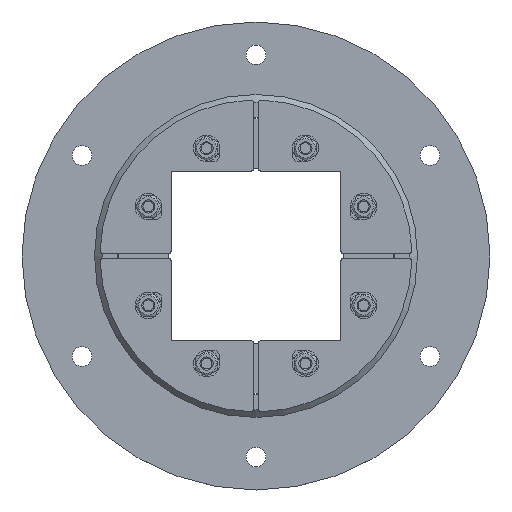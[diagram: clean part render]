
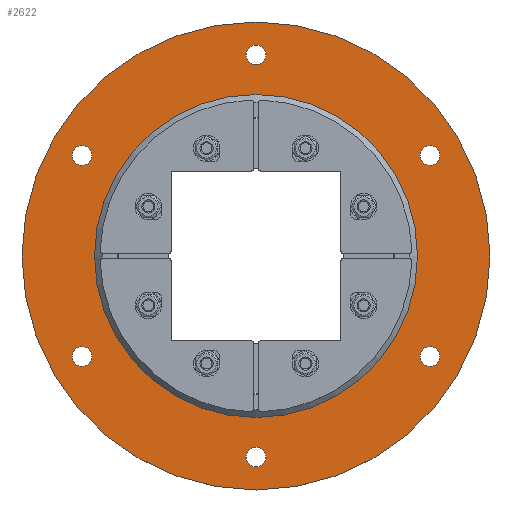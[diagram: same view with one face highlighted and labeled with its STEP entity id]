
A CAD part, top view. The second image highlights one B-rep face of the part: STEP entity #2622.
In plain terms, the highlighted planar face has unit normal (0, 0, 1).
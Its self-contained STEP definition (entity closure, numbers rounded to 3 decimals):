
#2514=CARTESIAN_POINT('',(73.5,0.,-6.));
#2515=VERTEX_POINT('',#2514);
#2516=CARTESIAN_POINT('',(0.0,0.0,-6.));
#2517=DIRECTION('',(0.0,0.0,1.0));
#2518=DIRECTION('',(-1.0,0.0,0.0));
#2519=AXIS2_PLACEMENT_3D('',#2516,#2517,#2518);
#2520=CIRCLE('',#2519,73.5);
#2521=EDGE_CURVE('',#2515,#2515,#2520,.T.);
#2537=CARTESIAN_POINT('',(0.,0.,-6.));
#2538=DIRECTION('',(0.0,0.0,1.0));
#2539=DIRECTION('',(1.0,0.0,0.0));
#2540=AXIS2_PLACEMENT_3D('',#2537,#2538,#2539);
#2541=PLANE('',#2540);
#2542=CARTESIAN_POINT('',(106.5,0.,-6.));
#2543=VERTEX_POINT('',#2542);
#2544=CARTESIAN_POINT('',(0.0,0.0,-6.));
#2545=DIRECTION('',(0.0,0.0,1.0));
#2546=DIRECTION('',(-1.0,0.0,0.0));
#2547=AXIS2_PLACEMENT_3D('',#2544,#2545,#2546);
#2548=CIRCLE('',#2547,106.5);
#2549=EDGE_CURVE('',#2543,#2543,#2548,.T.);
#2550=ORIENTED_EDGE('',*,*,#2549,.T.);
#2551=EDGE_LOOP('',(#2550));
#2552=FACE_OUTER_BOUND('',#2551,.T.);
#2553=CARTESIAN_POINT('',(4.5,91.5,-6.));
#2554=VERTEX_POINT('',#2553);
#2555=CARTESIAN_POINT('',(0.0,91.5,-6.));
#2556=DIRECTION('',(0.0,0.0,-1.0));
#2557=DIRECTION('',(1.0,0.0,0.0));
#2558=AXIS2_PLACEMENT_3D('',#2555,#2556,#2557);
#2559=CIRCLE('',#2558,4.5);
#2560=EDGE_CURVE('',#2554,#2554,#2559,.T.);
#2561=ORIENTED_EDGE('',*,*,#2560,.T.);
#2562=EDGE_LOOP('',(#2561));
#2563=FACE_BOUND('',#2562,.T.);
#2564=CARTESIAN_POINT('',(-76.991,49.647,-6.));
#2565=VERTEX_POINT('',#2564);
#2566=CARTESIAN_POINT('',(-79.241,45.75,-6.));
#2567=DIRECTION('',(0.0,0.0,-1.0));
#2568=DIRECTION('',(0.5,0.866,0.0));
#2569=AXIS2_PLACEMENT_3D('',#2566,#2567,#2568);
#2570=CIRCLE('',#2569,4.5);
#2571=EDGE_CURVE('',#2565,#2565,#2570,.T.);
#2572=ORIENTED_EDGE('',*,*,#2571,.T.);
#2573=EDGE_LOOP('',(#2572));
#2574=FACE_BOUND('',#2573,.T.);
#2575=CARTESIAN_POINT('',(-81.491,-41.853,-6.));
#2576=VERTEX_POINT('',#2575);
#2577=CARTESIAN_POINT('',(-79.241,-45.75,-6.));
#2578=DIRECTION('',(0.0,0.0,-1.0));
#2579=DIRECTION('',(-0.5,0.866,0.0));
#2580=AXIS2_PLACEMENT_3D('',#2577,#2578,#2579);
#2581=CIRCLE('',#2580,4.5);
#2582=EDGE_CURVE('',#2576,#2576,#2581,.T.);
#2583=ORIENTED_EDGE('',*,*,#2582,.T.);
#2584=EDGE_LOOP('',(#2583));
#2585=FACE_BOUND('',#2584,.T.);
#2586=CARTESIAN_POINT('',(-4.5,-91.5,-6.));
#2587=VERTEX_POINT('',#2586);
#2588=CARTESIAN_POINT('',(0.,-91.5,-6.));
#2589=DIRECTION('',(0.0,0.0,-1.0));
#2590=DIRECTION('',(-1.0,0.0,0.0));
#2591=AXIS2_PLACEMENT_3D('',#2588,#2589,#2590);
#2592=CIRCLE('',#2591,4.5);
#2593=EDGE_CURVE('',#2587,#2587,#2592,.T.);
#2594=ORIENTED_EDGE('',*,*,#2593,.T.);
#2595=EDGE_LOOP('',(#2594));
#2596=FACE_BOUND('',#2595,.T.);
#2597=CARTESIAN_POINT('',(76.991,-49.647,-6.));
#2598=VERTEX_POINT('',#2597);
#2599=CARTESIAN_POINT('',(79.241,-45.75,-6.));
#2600=DIRECTION('',(0.0,0.0,-1.0));
#2601=DIRECTION('',(-0.5,-0.866,0.0));
#2602=AXIS2_PLACEMENT_3D('',#2599,#2600,#2601);
#2603=CIRCLE('',#2602,4.5);
#2604=EDGE_CURVE('',#2598,#2598,#2603,.T.);
#2605=ORIENTED_EDGE('',*,*,#2604,.T.);
#2606=EDGE_LOOP('',(#2605));
#2607=FACE_BOUND('',#2606,.T.);
#2608=CARTESIAN_POINT('',(81.491,41.853,-6.));
#2609=VERTEX_POINT('',#2608);
#2610=CARTESIAN_POINT('',(79.241,45.75,-6.));
#2611=DIRECTION('',(0.0,0.0,-1.0));
#2612=DIRECTION('',(0.5,-0.866,0.0));
#2613=AXIS2_PLACEMENT_3D('',#2610,#2611,#2612);
#2614=CIRCLE('',#2613,4.5);
#2615=EDGE_CURVE('',#2609,#2609,#2614,.T.);
#2616=ORIENTED_EDGE('',*,*,#2615,.T.);
#2617=EDGE_LOOP('',(#2616));
#2618=FACE_BOUND('',#2617,.T.);
#2619=ORIENTED_EDGE('',*,*,#2521,.F.);
#2620=EDGE_LOOP('',(#2619));
#2621=FACE_BOUND('',#2620,.T.);
#2622=ADVANCED_FACE('',(#2552,#2563,#2574,#2585,#2596,#2607,#2618,#2621),#2541,.T.);
